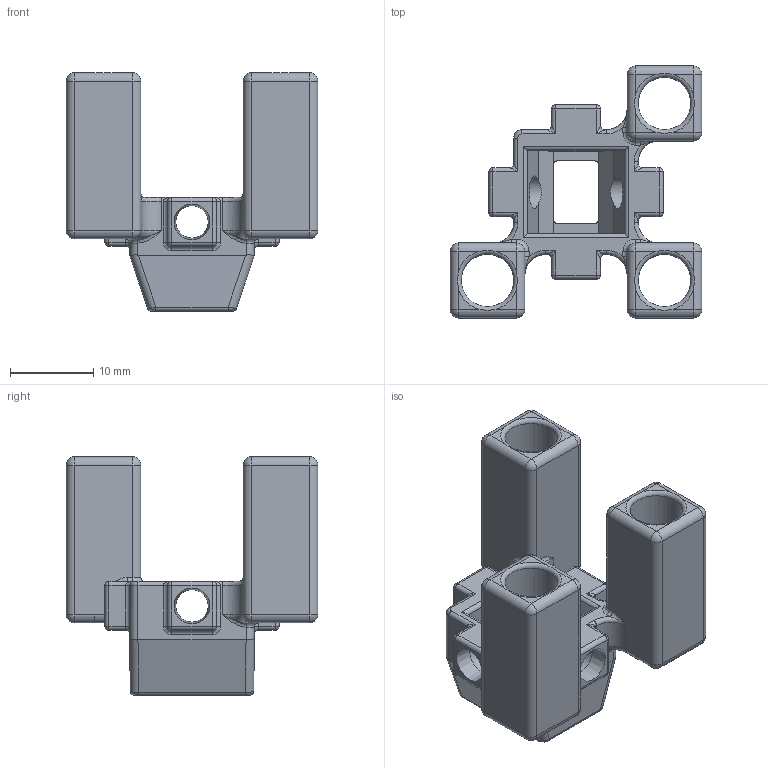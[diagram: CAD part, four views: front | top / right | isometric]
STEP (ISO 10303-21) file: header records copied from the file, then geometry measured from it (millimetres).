
FILE_DESCRIPTION(/* description */ (''),/* implementation_level */ '2;1');
FILE_NAME(/* name */ 'DockingHolder_NP2_30degree.stp',/* time_stamp */ '2024-02-13T10:17:09Z',/* author */ ('masah'),/* organization */ (''),/* preprocessor_version */ 'ST-DEVELOPER v19.2',/* originating_system */ 'Autodesk Inventor 2024',/* authorisation */ '');
FILE_SCHEMA (('AUTOMOTIVE_DESIGN { 1 0 10303 214 3 1 1 }'));
Length unit declared in the file: millimetre
Products named in the file (1): DockingHolder
Bounding box: 30.3 x 30.3 x 28.7 mm (x, y, z)
Volume: 4890.6 mm3; surface area: 5195.5 mm2
Topology: 1 solids, 1 shells, 347 faces, 832 edges, 457 vertices
Faces by surface type: cylinder 147, plane 82, torus 42, sphere 41, bspline 31, cone 4
Full cylindrical faces by diameter (mm): 3.9 x4, 6.3 x3
Entity records: 11128 total; most frequent: CARTESIAN_POINT 3179, DIRECTION 1753, ORIENTED_EDGE 1624, EDGE_CURVE 812, AXIS2_PLACEMENT_3D 704, VERTEX_POINT 457, EDGE_LOOP 353, FACE_OUTER_BOUND 347
